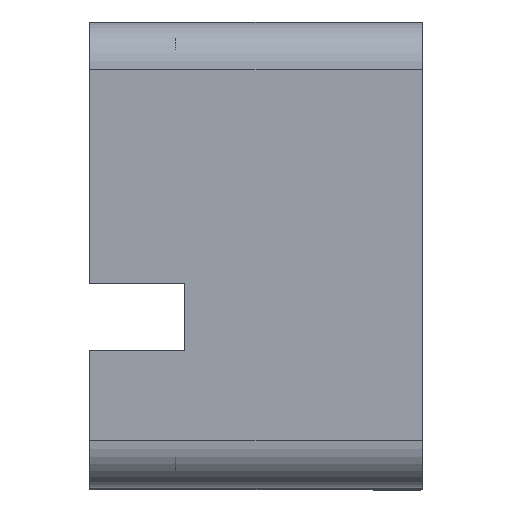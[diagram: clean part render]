
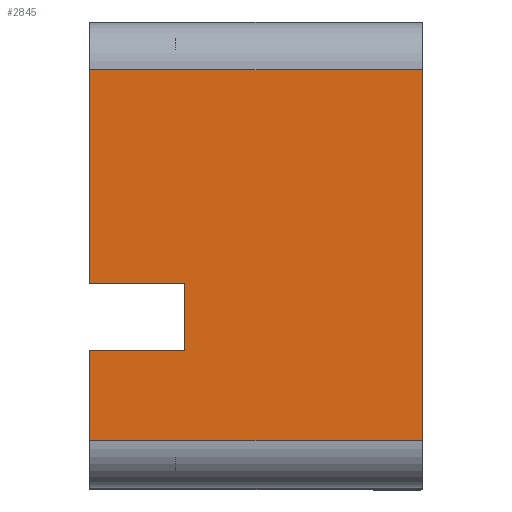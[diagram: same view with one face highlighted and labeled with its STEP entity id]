
A CAD part, left-side view. The second image highlights one B-rep face of the part: STEP entity #2845.
In plain terms, the highlighted planar face has unit normal (-1, 0, 0).
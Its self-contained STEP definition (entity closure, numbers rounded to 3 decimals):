
#177=PLANE('',#3063);
#327=FACE_OUTER_BOUND('',#524,.T.);
#524=EDGE_LOOP('',(#2601,#2602,#2603,#2604,#2605,#2606,#2607,#2608));
#832=LINE('',#4569,#1156);
#838=LINE('',#4581,#1162);
#840=LINE('',#4584,#1164);
#841=LINE('',#4588,#1165);
#843=LINE('',#4592,#1167);
#849=LINE('',#4607,#1173);
#850=LINE('',#4609,#1174);
#851=LINE('',#4610,#1175);
#1156=VECTOR('',#3761,10.);
#1162=VECTOR('',#3769,10.);
#1164=VECTOR('',#3773,10.);
#1165=VECTOR('',#3778,10.);
#1167=VECTOR('',#3782,10.);
#1173=VECTOR('',#3794,10.);
#1174=VECTOR('',#3795,10.);
#1175=VECTOR('',#3796,10.);
#1487=VERTEX_POINT('',#4565);
#1489=VERTEX_POINT('',#4568);
#1492=VERTEX_POINT('',#4575);
#1494=VERTEX_POINT('',#4579);
#1495=VERTEX_POINT('',#4586);
#1496=VERTEX_POINT('',#4591);
#1502=VERTEX_POINT('',#4606);
#1503=VERTEX_POINT('',#4608);
#1858=EDGE_CURVE('',#1489,#1487,#832,.T.);
#1864=EDGE_CURVE('',#1492,#1494,#838,.T.);
#1866=EDGE_CURVE('',#1494,#1489,#840,.T.);
#1868=EDGE_CURVE('',#1495,#1487,#841,.T.);
#1870=EDGE_CURVE('',#1492,#1496,#843,.T.);
#1878=EDGE_CURVE('',#1502,#1495,#849,.T.);
#1879=EDGE_CURVE('',#1502,#1503,#850,.T.);
#1880=EDGE_CURVE('',#1496,#1503,#851,.T.);
#2601=ORIENTED_EDGE('',*,*,#1864,.T.);
#2602=ORIENTED_EDGE('',*,*,#1866,.T.);
#2603=ORIENTED_EDGE('',*,*,#1858,.T.);
#2604=ORIENTED_EDGE('',*,*,#1868,.F.);
#2605=ORIENTED_EDGE('',*,*,#1878,.F.);
#2606=ORIENTED_EDGE('',*,*,#1879,.T.);
#2607=ORIENTED_EDGE('',*,*,#1880,.F.);
#2608=ORIENTED_EDGE('',*,*,#1870,.F.);
#2845=ADVANCED_FACE('',(#327),#177,.T.);
#3063=AXIS2_PLACEMENT_3D('',#4605,#3792,#3793);
#3761=DIRECTION('',(0.,1.,0.));
#3769=DIRECTION('',(0.,-1.,0.));
#3773=DIRECTION('',(0.,0.,-1.));
#3778=DIRECTION('',(0.,0.,1.));
#3782=DIRECTION('',(0.,0.,1.));
#3792=DIRECTION('center_axis',(-1.,0.,0.));
#3793=DIRECTION('ref_axis',(0.,0.,
1.));
#3794=DIRECTION('',(0.,1.,0.));
#3795=DIRECTION('',(0.,0.,1.));
#3796=DIRECTION('',(0.,-1.,0.));
#4565=CARTESIAN_POINT('',(10.118,34.909,-59.5));
#4568=CARTESIAN_POINT('',(10.118,24.909,-59.5));
#4569=CARTESIAN_POINT('',(10.118,17.409,-59.5));
#4575=CARTESIAN_POINT('',(10.118,34.909,-52.5));
#4579=CARTESIAN_POINT('',(10.118,24.909,-52.5));
#4581=CARTESIAN_POINT('',(10.118,17.409,-52.5));
#4584=CARTESIAN_POINT('',(10.118,24.909,-65.));
#4586=CARTESIAN_POINT('',(10.118,34.909,-69.));
#4588=CARTESIAN_POINT('',(10.118,34.909,-25.));
#4591=CARTESIAN_POINT('',(10.118,34.909,-30.));
#4592=CARTESIAN_POINT('',(10.118,34.909,-25.));
#4605=CARTESIAN_POINT('Origin',(10.118,-0.091,-74.));
#4606=CARTESIAN_POINT('',(10.118,-0.091,-69.));
#4607=CARTESIAN_POINT('',(10.118,-0.091,-69.));
#4608=CARTESIAN_POINT('',(10.118,-0.091,-30.));
#4609=CARTESIAN_POINT('',(10.118,-0.091,-61.75));
#4610=CARTESIAN_POINT('',(10.118,-0.091,-30.));
